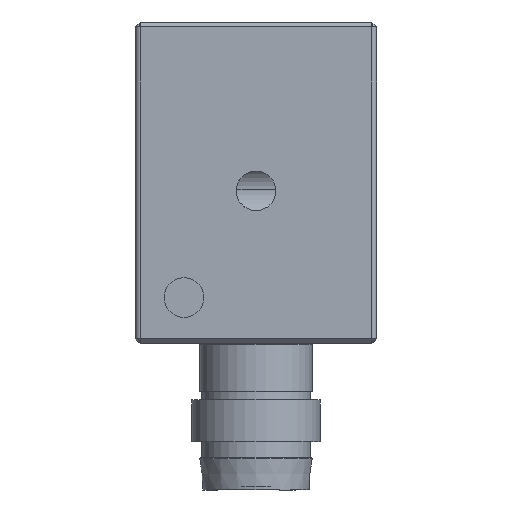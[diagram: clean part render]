
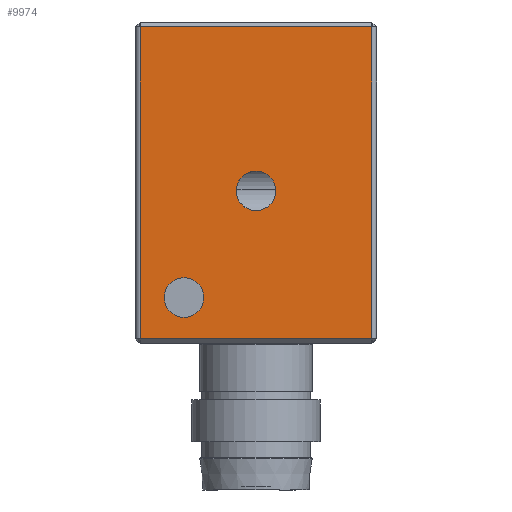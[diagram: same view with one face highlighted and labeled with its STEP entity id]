
A CAD part, left-side view. The second image highlights one B-rep face of the part: STEP entity #9974.
In plain terms, the highlighted planar face has unit normal (-1, 0, 0).
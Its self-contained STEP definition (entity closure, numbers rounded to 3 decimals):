
#583=LINE('',#14345,#1163);
#584=LINE('',#14348,#1164);
#585=LINE('',#14350,#1165);
#586=LINE('',#14352,#1166);
#1163=VECTOR('',#11797,1000.);
#1164=VECTOR('',#11798,1000.);
#1165=VECTOR('',#11799,1000.);
#1166=VECTOR('',#11800,1000.);
#1863=ORIENTED_EDGE('',*,*,#3871,.T.);
#1864=ORIENTED_EDGE('',*,*,#3872,.F.);
#1865=ORIENTED_EDGE('',*,*,#3873,.T.);
#1866=ORIENTED_EDGE('',*,*,#3874,.T.);
#1867=ORIENTED_EDGE('',*,*,#3875,.T.);
#1868=ORIENTED_EDGE('',*,*,#3876,.T.);
#3871=EDGE_CURVE('',#4880,#4880,#5283,.T.);
#3872=EDGE_CURVE('',#4881,#4881,#5284,.T.);
#3873=EDGE_CURVE('',#4882,#4883,#583,.F.);
#3874=EDGE_CURVE('',#4883,#4884,#584,.T.);
#3875=EDGE_CURVE('',#4884,#4885,#585,.T.);
#3876=EDGE_CURVE('',#4885,#4882,#586,.T.);
#4880=VERTEX_POINT('',#14342);
#4881=VERTEX_POINT('',#14344);
#4882=VERTEX_POINT('',#14346);
#4883=VERTEX_POINT('',#14347);
#4884=VERTEX_POINT('',#14349);
#4885=VERTEX_POINT('',#14351);
#5283=CIRCLE('',#10540,1.23);
#5284=CIRCLE('',#10541,1.23);
#5660=EDGE_LOOP('',(#1863));
#5661=EDGE_LOOP('',(#1864));
#5662=EDGE_LOOP('',(#1865,#1866,#1867,#1868));
#6185=FACE_BOUND('',#5660,.T.);
#6186=FACE_BOUND('',#5661,.T.);
#6187=FACE_BOUND('',#5662,.T.);
#6695=PLANE('',#10539);
#9974=ADVANCED_FACE('',(#6185,#6186,#6187),#6695,.T.);
#10539=AXIS2_PLACEMENT_3D('',#14340,#11791,#11792);
#10540=AXIS2_PLACEMENT_3D('',#14341,#11793,#11794);
#10541=AXIS2_PLACEMENT_3D('',#14343,#11795,#11796);
#11791=DIRECTION('',(-1.,0.,0.));
#11792=DIRECTION('',(0.,0.,1.));
#11793=DIRECTION('',(1.,0.,0.));
#11794=DIRECTION('',(0.,0.,1.));
#11795=DIRECTION('',(-1.,0.,0.));
#11796=DIRECTION('',(0.,1.,0.));
#11797=DIRECTION('',(0.,0.,-1.));
#11798=DIRECTION('',(0.,1.,0.));
#11799=DIRECTION('',(0.,0.,-1.));
#11800=DIRECTION('',(0.,-1.,0.));
#14340=CARTESIAN_POINT('',(-67.,-7.5,20.));
#14341=CARTESIAN_POINT('',(-67.,4.474,2.868));
#14342=CARTESIAN_POINT('',(-67.,4.474,4.097));
#14343=CARTESIAN_POINT('',(-67.,0.,9.5));
#14344=CARTESIAN_POINT('',(-67.,1.23,9.5));
#14345=CARTESIAN_POINT('',(-67.,-7.2,20.));
#14346=CARTESIAN_POINT('',(-67.,-7.2,0.3));
#14347=CARTESIAN_POINT('',(-67.,-7.2,19.7));
#14348=CARTESIAN_POINT('',(-67.,7.2,19.7));
#14349=CARTESIAN_POINT('',(-67.,7.2,19.7));
#14350=CARTESIAN_POINT('',(-67.,7.2,20.));
#14351=CARTESIAN_POINT('',(-67.,7.2,0.3));
#14352=CARTESIAN_POINT('',(-67.,-7.5,0.3));
